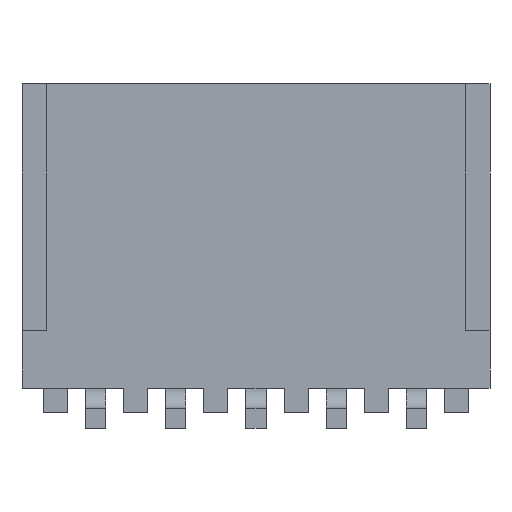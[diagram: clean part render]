
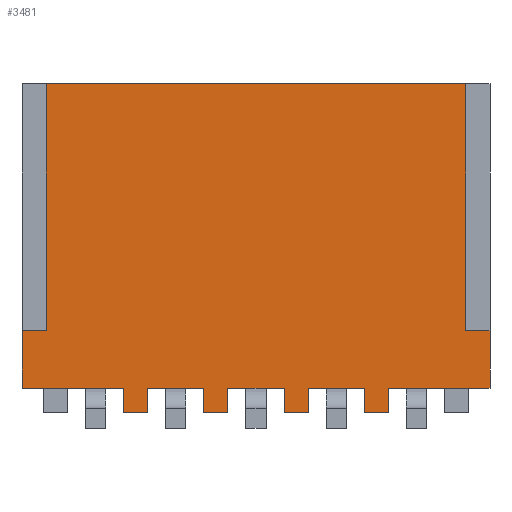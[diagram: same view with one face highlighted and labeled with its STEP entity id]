
A CAD part, front view. The second image highlights one B-rep face of the part: STEP entity #3481.
In plain terms, the highlighted planar face has unit normal (0, -1, 0).
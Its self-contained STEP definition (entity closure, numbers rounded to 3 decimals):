
#134=DIRECTION('',(0.,0.,-1.));
#135=VECTOR('',#134,1.829);
#136=CARTESIAN_POINT('',(-7.417,-3.594,-7.823));
#137=LINE('',#136,#135);
#608=DIRECTION('',(1.,0.,0.));
#609=VECTOR('',#608,3.226);
#610=CARTESIAN_POINT('',(-7.417,-3.594,-9.652));
#611=LINE('',#610,#609);
#624=DIRECTION('',(1.,0.,0.));
#625=VECTOR('',#624,1.778);
#626=CARTESIAN_POINT('',(-3.429,-3.594,-9.652));
#627=LINE('',#626,#625);
#640=DIRECTION('',(1.,0.,0.));
#641=VECTOR('',#640,1.778);
#642=CARTESIAN_POINT('',(-0.889,-3.594,-9.652));
#643=LINE('',#642,#641);
#656=DIRECTION('',(1.,0.,0.));
#657=VECTOR('',#656,1.778);
#658=CARTESIAN_POINT('',(1.651,-3.594,-9.652));
#659=LINE('',#658,#657);
#672=DIRECTION('',(1.,0.,0.));
#673=VECTOR('',#672,3.226);
#674=CARTESIAN_POINT('',(4.191,-3.594,-9.652));
#675=LINE('',#674,#673);
#836=DIRECTION('',(-1.,0.,0.));
#837=VECTOR('',#836,0.762);
#838=CARTESIAN_POINT('',(-3.429,-3.594,-10.414));
#839=LINE('',#838,#837);
#856=DIRECTION('',(0.,0.,-1.));
#857=VECTOR('',#856,0.762);
#858=CARTESIAN_POINT('',(-4.191,-3.594,-9.652));
#859=LINE('',#858,#857);
#860=DIRECTION('',(0.,0.,-1.));
#861=VECTOR('',#860,0.762);
#862=CARTESIAN_POINT('',(-3.429,-3.594,-9.652));
#863=LINE('',#862,#861);
#864=DIRECTION('',(1.,0.,0.));
#865=VECTOR('',#864,0.762);
#866=CARTESIAN_POINT('',(-7.417,-3.594,-7.823));
#867=LINE('',#866,#865);
#868=DIRECTION('',(0.,0.,-1.));
#869=VECTOR('',#868,7.823);
#870=CARTESIAN_POINT('',(-6.655,-3.594,0.));
#871=LINE('',#870,#869);
#872=DIRECTION('',(1.,0.,0.));
#873=VECTOR('',#872,13.31);
#874=CARTESIAN_POINT('',(-6.655,-3.594,0.));
#875=LINE('',#874,#873);
#876=DIRECTION('',(0.,0.,-1.));
#877=VECTOR('',#876,7.823);
#878=CARTESIAN_POINT('',(6.655,-3.594,0.));
#879=LINE('',#878,#877);
#880=DIRECTION('',(1.,0.,0.));
#881=VECTOR('',#880,0.762);
#882=CARTESIAN_POINT('',(6.655,-3.594,-7.823));
#883=LINE('',#882,#881);
#884=DIRECTION('',(0.,0.,-1.));
#885=VECTOR('',#884,0.762);
#886=CARTESIAN_POINT('',(4.191,-3.594,-9.652));
#887=LINE('',#886,#885);
#888=DIRECTION('',(0.,0.,-1.));
#889=VECTOR('',#888,0.762);
#890=CARTESIAN_POINT('',(1.651,-3.594,-9.652));
#891=LINE('',#890,#889);
#892=DIRECTION('',(0.,0.,-1.));
#893=VECTOR('',#892,0.762);
#894=CARTESIAN_POINT('',(-0.889,-3.594,-9.652));
#895=LINE('',#894,#893);
#908=DIRECTION('',(0.,0.,-1.));
#909=VECTOR('',#908,1.829);
#910=CARTESIAN_POINT('',(7.417,-3.594,-7.823));
#911=LINE('',#910,#909);
#1374=DIRECTION('',(0.,0.,-1.));
#1375=VECTOR('',#1374,0.762);
#1376=CARTESIAN_POINT('',(3.429,-3.594,-9.652));
#1377=LINE('',#1376,#1375);
#1406=DIRECTION('',(-1.,0.,0.));
#1407=VECTOR('',#1406,0.762);
#1408=CARTESIAN_POINT('',(4.191,-3.594,-10.414));
#1409=LINE('',#1408,#1407);
#1430=DIRECTION('',(0.,0.,-1.));
#1431=VECTOR('',#1430,0.762);
#1432=CARTESIAN_POINT('',(0.889,-3.594,-9.652));
#1433=LINE('',#1432,#1431);
#1462=DIRECTION('',(-1.,0.,0.));
#1463=VECTOR('',#1462,0.762);
#1464=CARTESIAN_POINT('',(1.651,-3.594,-10.414));
#1465=LINE('',#1464,#1463);
#1486=DIRECTION('',(0.,0.,-1.));
#1487=VECTOR('',#1486,0.762);
#1488=CARTESIAN_POINT('',(-1.651,-3.594,-9.652));
#1489=LINE('',#1488,#1487);
#1518=DIRECTION('',(-1.,0.,0.));
#1519=VECTOR('',#1518,0.762);
#1520=CARTESIAN_POINT('',(-0.889,-3.594,-10.414));
#1521=LINE('',#1520,#1519);
#2054=CARTESIAN_POINT('',(-7.417,-3.594,-9.652));
#2056=VERTEX_POINT('',#2054);
#2058=CARTESIAN_POINT('',(7.417,-3.594,-9.652));
#2060=VERTEX_POINT('',#2058);
#2092=CARTESIAN_POINT('',(-7.417,-3.594,-7.823));
#2093=VERTEX_POINT('',#2092);
#2096=CARTESIAN_POINT('',(7.417,-3.594,-7.823));
#2097=VERTEX_POINT('',#2096);
#2100=CARTESIAN_POINT('',(-6.655,-3.594,0.));
#2101=CARTESIAN_POINT('',(6.655,-3.594,0.));
#2102=VERTEX_POINT('',#2100);
#2103=VERTEX_POINT('',#2101);
#2183=CARTESIAN_POINT('',(4.191,-3.594,-10.414));
#2185=VERTEX_POINT('',#2183);
#2186=CARTESIAN_POINT('',(3.429,-3.594,-10.414));
#2187=VERTEX_POINT('',#2186);
#2198=CARTESIAN_POINT('',(4.191,-3.594,-9.652));
#2200=VERTEX_POINT('',#2198);
#2202=CARTESIAN_POINT('',(3.429,-3.594,-9.652));
#2204=VERTEX_POINT('',#2202);
#2256=CARTESIAN_POINT('',(-6.655,-3.594,-7.823));
#2257=VERTEX_POINT('',#2256);
#2258=CARTESIAN_POINT('',(6.655,-3.594,-7.823));
#2259=VERTEX_POINT('',#2258);
#2327=CARTESIAN_POINT('',(1.651,-3.594,-10.414));
#2329=VERTEX_POINT('',#2327);
#2330=CARTESIAN_POINT('',(0.889,-3.594,-10.414));
#2331=VERTEX_POINT('',#2330);
#2342=CARTESIAN_POINT('',(1.651,-3.594,-9.652));
#2344=VERTEX_POINT('',#2342);
#2346=CARTESIAN_POINT('',(0.889,-3.594,-9.652));
#2348=VERTEX_POINT('',#2346);
#2359=CARTESIAN_POINT('',(-0.889,-3.594,-10.414));
#2361=VERTEX_POINT('',#2359);
#2362=CARTESIAN_POINT('',(-1.651,-3.594,-10.414));
#2363=VERTEX_POINT('',#2362);
#2374=CARTESIAN_POINT('',(-0.889,-3.594,-9.652));
#2376=VERTEX_POINT('',#2374);
#2378=CARTESIAN_POINT('',(-1.651,-3.594,-9.652));
#2380=VERTEX_POINT('',#2378);
#2391=CARTESIAN_POINT('',(-3.429,-3.594,-10.414));
#2393=VERTEX_POINT('',#2391);
#2394=CARTESIAN_POINT('',(-4.191,-3.594,-10.414));
#2395=VERTEX_POINT('',#2394);
#2406=CARTESIAN_POINT('',(-3.429,-3.594,-9.652));
#2408=VERTEX_POINT('',#2406);
#2410=CARTESIAN_POINT('',(-4.191,-3.594,-9.652));
#2412=VERTEX_POINT('',#2410);
#3438=CARTESIAN_POINT('',(-7.417,-3.594,0.));
#3439=DIRECTION('',(0.,-1.,0.));
#3440=DIRECTION('',(0.,0.,-1.));
#3441=AXIS2_PLACEMENT_3D('',#3438,#3439,#3440);
#3442=PLANE('',#3441);
#3443=ORIENTED_EDGE('',*,*,#3219,.F.);
#3444=ORIENTED_EDGE('',*,*,#3407,.T.);
#3445=ORIENTED_EDGE('',*,*,#3368,.T.);
#3446=ORIENTED_EDGE('',*,*,#3431,.F.);
#3447=ORIENTED_EDGE('',*,*,#3211,.F.);
#3448=ORIENTED_EDGE('',*,*,#2693,.F.);
#3449=ORIENTED_EDGE('',*,*,#3097,.T.);
#3451=ORIENTED_EDGE('',*,*,#3450,.F.);
#3452=ORIENTED_EDGE('',*,*,#2723,.T.);
#3454=ORIENTED_EDGE('',*,*,#3453,.T.);
#3455=ORIENTED_EDGE('',*,*,#3113,.T.);
#3457=ORIENTED_EDGE('',*,*,#3456,.T.);
#3458=ORIENTED_EDGE('',*,*,#3243,.F.);
#3460=ORIENTED_EDGE('',*,*,#3459,.T.);
#3462=ORIENTED_EDGE('',*,*,#3461,.T.);
#3464=ORIENTED_EDGE('',*,*,#3463,.F.);
#3465=ORIENTED_EDGE('',*,*,#3235,.F.);
#3467=ORIENTED_EDGE('',*,*,#3466,.T.);
#3469=ORIENTED_EDGE('',*,*,#3468,.T.);
#3471=ORIENTED_EDGE('',*,*,#3470,.F.);
#3472=ORIENTED_EDGE('',*,*,#3227,.F.);
#3474=ORIENTED_EDGE('',*,*,#3473,.T.);
#3476=ORIENTED_EDGE('',*,*,#3475,.T.);
#3478=ORIENTED_EDGE('',*,*,#3477,.F.);
#3479=EDGE_LOOP('',(#3443,#3444,#3445,#3446,#3447,#3448,#3449,#3451,#3452,#3454,
#3455,#3457,#3458,#3460,#3462,#3464,#3465,#3467,#3469,#3471,#3472,#3474,#3476,
#3478));
#3480=FACE_OUTER_BOUND('',#3479,.F.);
#2693=EDGE_CURVE('',#2093,#2056,#137,.T.);
#2723=EDGE_CURVE('',#2102,#2103,#875,.T.);
#3097=EDGE_CURVE('',#2093,#2257,#867,.T.);
#3113=EDGE_CURVE('',#2259,#2097,#883,.T.);
#3211=EDGE_CURVE('',#2056,#2412,#611,.T.);
#3219=EDGE_CURVE('',#2408,#2380,#627,.T.);
#3227=EDGE_CURVE('',#2376,#2348,#643,.T.);
#3235=EDGE_CURVE('',#2344,#2204,#659,.T.);
#3243=EDGE_CURVE('',#2200,#2060,#675,.T.);
#3368=EDGE_CURVE('',#2393,#2395,#839,.T.);
#3407=EDGE_CURVE('',#2408,#2393,#863,.T.);
#3431=EDGE_CURVE('',#2412,#2395,#859,.T.);
#3450=EDGE_CURVE('',#2102,#2257,#871,.T.);
#3453=EDGE_CURVE('',#2103,#2259,#879,.T.);
#3456=EDGE_CURVE('',#2097,#2060,#911,.T.);
#3459=EDGE_CURVE('',#2200,#2185,#887,.T.);
#3461=EDGE_CURVE('',#2185,#2187,#1409,.T.);
#3463=EDGE_CURVE('',#2204,#2187,#1377,.T.);
#3466=EDGE_CURVE('',#2344,#2329,#891,.T.);
#3468=EDGE_CURVE('',#2329,#2331,#1465,.T.);
#3470=EDGE_CURVE('',#2348,#2331,#1433,.T.);
#3473=EDGE_CURVE('',#2376,#2361,#895,.T.);
#3475=EDGE_CURVE('',#2361,#2363,#1521,.T.);
#3477=EDGE_CURVE('',#2380,#2363,#1489,.T.);
#3481=ADVANCED_FACE('',(#3480),#3442,.T.);
